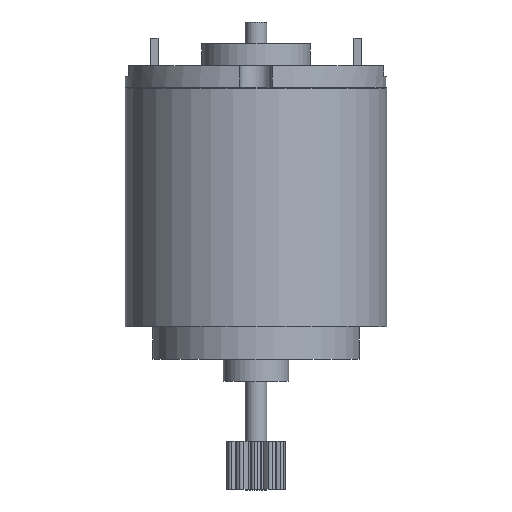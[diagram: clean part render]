
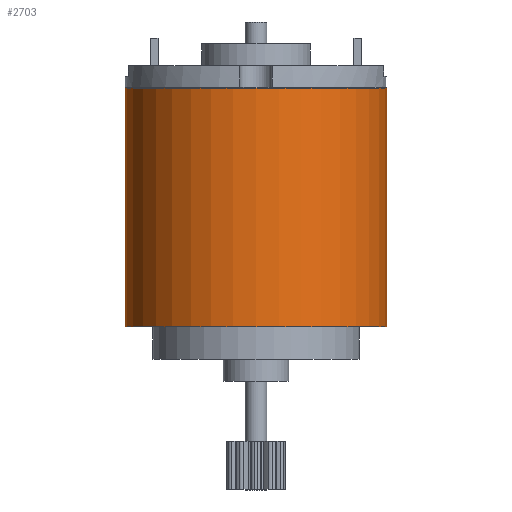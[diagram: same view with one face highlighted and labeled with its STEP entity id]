
A CAD part, front view. The second image highlights one B-rep face of the part: STEP entity #2703.
In plain terms, the highlighted cylindrical face has radius 12 mm (diameter 24 mm), a partial arc.
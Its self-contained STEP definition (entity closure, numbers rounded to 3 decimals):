
#133 = DIRECTION ( 'NONE',  ( 0., 0., 1. ) ) ;
#329 = LINE ( 'NONE', #2292, #402 ) ;
#402 = VECTOR ( 'NONE', #1859, 1000. ) ;
#423 = CIRCLE ( 'NONE', #2104, 12. ) ;
#495 = VERTEX_POINT ( 'NONE', #852 ) ;
#510 = CARTESIAN_POINT ( 'NONE',  ( 12., 0., 21.933 ) ) ;
#665 = LINE ( 'NONE', #5552, #2382 ) ;
#676 = DIRECTION ( 'NONE',  ( 0., 0., -1. ) ) ;
#841 = CARTESIAN_POINT ( 'NONE',  ( 0., 0., 24. ) ) ;
#852 = CARTESIAN_POINT ( 'NONE',  ( 12., 0., 0. ) ) ;
#937 = EDGE_CURVE ( 'NONE', #2283, #4724, #665, .T. ) ;
#1538 = ORIENTED_EDGE ( 'NONE', *, *, #937, .T. ) ;
#1580 = DIRECTION ( 'NONE',  ( 0., 0., 1. ) ) ;
#1850 = CYLINDRICAL_SURFACE ( 'NONE', #2151, 12. ) ;
#1859 = DIRECTION ( 'NONE',  ( 0., 0., -1. ) ) ;
#1878 = EDGE_CURVE ( 'NONE', #4724, #495, #423, .T. ) ;
#2054 = CIRCLE ( 'NONE', #4189, 12. ) ;
#2104 = AXIS2_PLACEMENT_3D ( 'NONE', #4295, #1580, #5604 ) ;
#2117 = DIRECTION ( 'NONE',  ( 0., 0., -1. ) ) ;
#2151 = AXIS2_PLACEMENT_3D ( 'NONE', #841, #2117, #4383 ) ;
#2283 = VERTEX_POINT ( 'NONE', #3779 ) ;
#2292 = CARTESIAN_POINT ( 'NONE',  ( 12., 0., 24. ) ) ;
#2341 = CARTESIAN_POINT ( 'NONE',  ( 0., 0., 21.933 ) ) ;
#2382 = VECTOR ( 'NONE', #676, 1000. ) ;
#2504 = EDGE_CURVE ( 'NONE', #2283, #3075, #2054, .T. ) ;
#2613 = ORIENTED_EDGE ( 'NONE', *, *, #3536, .F. ) ;
#2703 = ADVANCED_FACE ( 'NONE', ( #5563 ), #1850, .T. ) ;
#3075 = VERTEX_POINT ( 'NONE', #510 ) ;
#3273 = ORIENTED_EDGE ( 'NONE', *, *, #1878, .T. ) ;
#3492 = ORIENTED_EDGE ( 'NONE', *, *, #2504, .F. ) ;
#3536 = EDGE_CURVE ( 'NONE', #3075, #495, #329, .T. ) ;
#3779 = CARTESIAN_POINT ( 'NONE',  ( -12., 0., 21.933 ) ) ;
#4189 = AXIS2_PLACEMENT_3D ( 'NONE', #2341, #133, #5467 ) ;
#4295 = CARTESIAN_POINT ( 'NONE',  ( 0., 0., 0. ) ) ;
#4383 = DIRECTION ( 'NONE',  ( -1., 0., 0. ) ) ;
#4724 = VERTEX_POINT ( 'NONE', #4725 ) ;
#4725 = CARTESIAN_POINT ( 'NONE',  ( -12., 0., 0. ) ) ;
#5467 = DIRECTION ( 'NONE',  ( 1., 0., 0. ) ) ;
#5542 = EDGE_LOOP ( 'NONE', ( #2613, #3492, #1538, #3273 ) ) ;
#5552 = CARTESIAN_POINT ( 'NONE',  ( -12., 0., 24. ) ) ;
#5563 = FACE_OUTER_BOUND ( 'NONE', #5542, .T. ) ;
#5604 = DIRECTION ( 'NONE',  ( 1., 0., 0. ) ) ;
